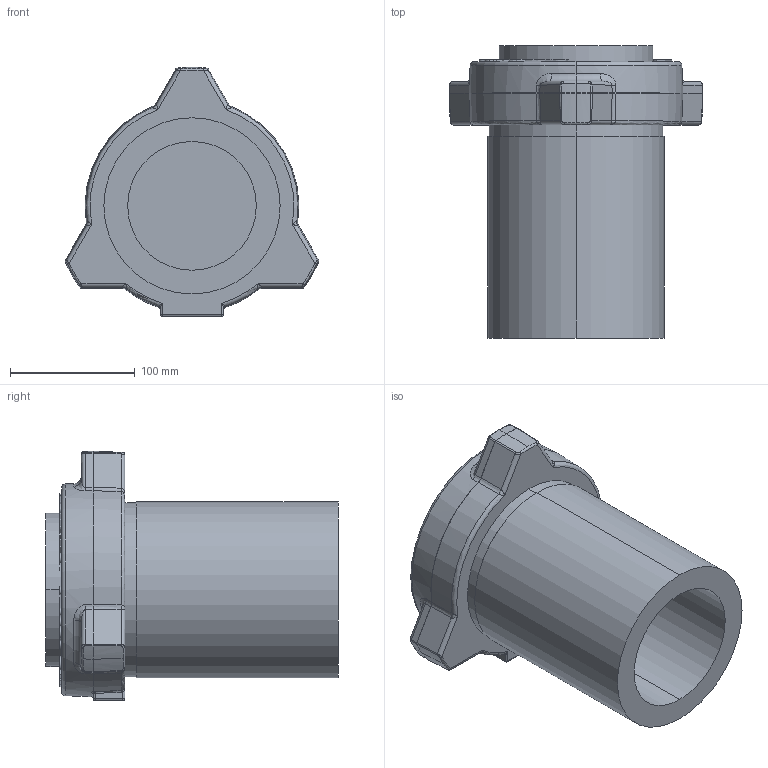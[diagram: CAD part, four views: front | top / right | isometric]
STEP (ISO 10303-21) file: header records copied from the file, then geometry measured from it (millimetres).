
FILE_DESCRIPTION (( 'STEP AP203' ), '1' );
FILE_NAME ('5 INCH 5150 HUC 8 INCH LG (CCLL8).STEP', '2017-02-16T21:57:47', ( 'PCTech' ), ( 'Microsoft' ), 'SwSTEP 2.0', 'SolidWorks 2016', '' );
FILE_SCHEMA (( 'CONFIG_CONTROL_DESIGN' ));
Length unit declared in the file: inch
Products named in the file (1): 5 INCH 5150 HUC 8 INCH LG (CCLL8)
Bounding box: 203.53 x 234.57 x 200.02 mm (x, y, z)
Volume: 2409086.3 mm3; surface area: 230896.1 mm2
Topology: 1 solids, 1 shells, 675 faces, 1727 edges, 1099 vertices
Faces by surface type: plane 331, bspline 262, cylinder 34, torus 26, cone 18, sphere 4
Entity records: 33392 total; most frequent: CARTESIAN_POINT 18810, ORIENTED_EDGE 3430, DIRECTION 2193, EDGE_CURVE 1715, VERTEX_POINT 1099, VECTOR 1017, LINE 1017, EDGE_LOOP 732
